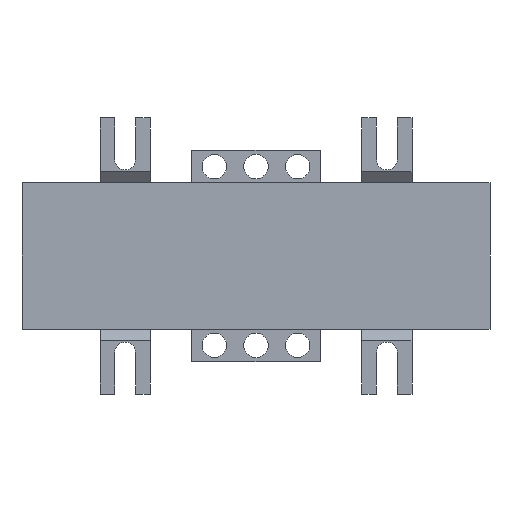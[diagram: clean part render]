
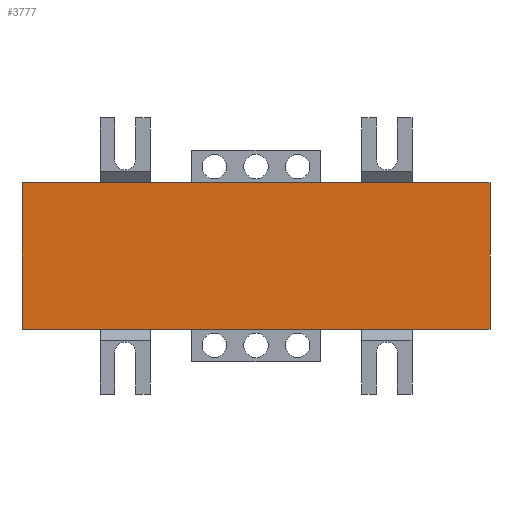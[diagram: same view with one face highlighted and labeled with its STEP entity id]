
A CAD part, front view. The second image highlights one B-rep face of the part: STEP entity #3777.
In plain terms, the highlighted planar face has unit normal (0, -1, 0).
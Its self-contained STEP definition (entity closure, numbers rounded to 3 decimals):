
#313=FACE_OUTER_BOUND('',#559,.T.);
#559=EDGE_LOOP('',(#3376,#3377,#3378,#3379));
#580=LINE('',#5002,#1056);
#785=LINE('',#5481,#1261);
#1020=LINE('',#5979,#1496);
#1021=LINE('',#5982,#1497);
#1056=VECTOR('',#4047,10.);
#1261=VECTOR('',#4438,10.);
#1496=VECTOR('',#4907,10.);
#1497=VECTOR('',#4912,10.);
#1531=VERTEX_POINT('',#4999);
#1532=VERTEX_POINT('',#5001);
#1712=VERTEX_POINT('',#5478);
#1713=VERTEX_POINT('',#5480);
#1881=EDGE_CURVE('',#1531,#1532,#580,.T.);
#2110=EDGE_CURVE('',#1712,#1713,#785,.T.);
#2360=EDGE_CURVE('',#1713,#1531,#1020,.T.);
#2361=EDGE_CURVE('',#1712,#1532,#1021,.T.);
#3376=ORIENTED_EDGE('',*,*,#2110,.F.);
#3377=ORIENTED_EDGE('',*,*,#2361,.T.);
#3378=ORIENTED_EDGE('',*,*,#1881,.F.);
#3379=ORIENTED_EDGE('',*,*,#2360,.F.);
#3582=PLANE('',#4014);
#3777=ADVANCED_FACE('',(#313),#3582,.T.);
#4014=AXIS2_PLACEMENT_3D('',#6000,#4939,#4940);
#4047=DIRECTION('',(1.,0.,0.));
#4438=DIRECTION('',(-1.,0.,0.));
#4907=DIRECTION('',(0.,0.,1.));
#4912=DIRECTION('',(0.,0.,1.));
#4939=DIRECTION('center_axis',(0.,-1.,0.));
#4940=DIRECTION('ref_axis',(-1.,0.,0.));
#4999=CARTESIAN_POINT('',(-72.,0.,45.));
#5001=CARTESIAN_POINT('',(72.,0.,45.));
#5002=CARTESIAN_POINT('',(72.,0.,45.));
#5478=CARTESIAN_POINT('',(72.,0.,0.));
#5480=CARTESIAN_POINT('',(-72.,0.,0.));
#5481=CARTESIAN_POINT('',(72.,0.,0.));
#5979=CARTESIAN_POINT('',(-72.,0.,22.5));
#5982=CARTESIAN_POINT('',(72.,0.,22.5));
#6000=CARTESIAN_POINT('Origin',(72.,0.,22.5));
